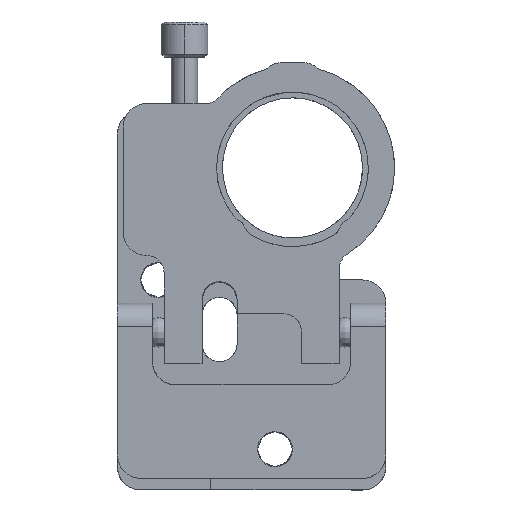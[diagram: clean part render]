
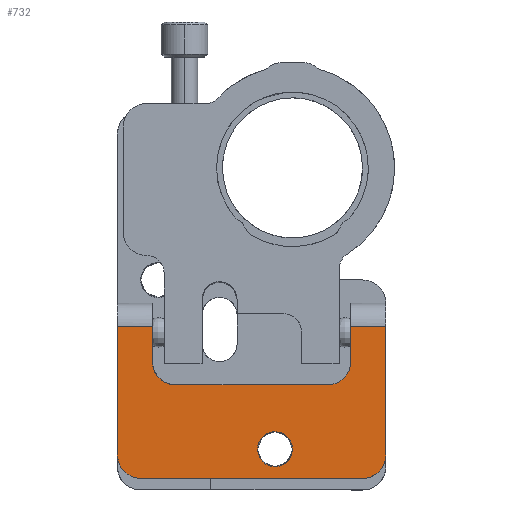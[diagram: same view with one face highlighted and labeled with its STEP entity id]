
A CAD part, front view. The second image highlights one B-rep face of the part: STEP entity #732.
In plain terms, the highlighted planar face has unit normal (0, -1, 0).
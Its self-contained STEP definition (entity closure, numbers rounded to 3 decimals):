
#48=FACE_BOUND('',#1594,.T.);
#264=B_SPLINE_CURVE_WITH_KNOTS('',1,(#15454,#15455),.UNSPECIFIED.,.F.,.F.,
(2,2),(0.,22.),.UNSPECIFIED.);
#267=B_SPLINE_CURVE_WITH_KNOTS('',1,(#15472,#15473),.UNSPECIFIED.,.F.,.F.,
(2,2),(-38.,0.),.UNSPECIFIED.);
#268=B_SPLINE_CURVE_WITH_KNOTS('',1,(#15474,#15475),.UNSPECIFIED.,.F.,.F.,
(2,2),(-22.,0.),.UNSPECIFIED.);
#269=B_SPLINE_CURVE_WITH_KNOTS('',1,(#15476,#15477),.UNSPECIFIED.,.F.,.F.,
(2,2),(0.,6.),.UNSPECIFIED.);
#270=B_SPLINE_CURVE_WITH_KNOTS('',1,(#15481,#15482),.UNSPECIFIED.,.F.,.F.,
(2,2),(0.,26.),.UNSPECIFIED.);
#271=B_SPLINE_CURVE_WITH_KNOTS('',1,(#15483,#15484),.UNSPECIFIED.,.F.,.F.,
(2,2),(0.,6.),.UNSPECIFIED.);
#732=ADVANCED_FACE('',(#1144,#48),#6550,.T.);
#1144=FACE_OUTER_BOUND('',#1593,.T.);
#1593=EDGE_LOOP('',(#3347,#3348,#3349,#3350,#3351,#3352,#3353,#3354,#3355,
#3356,#3357,#3358));
#1594=EDGE_LOOP('',(#3359,#3360,#3361));
#3347=ORIENTED_EDGE('',*,*,#4683,.F.);
#3348=ORIENTED_EDGE('',*,*,#4705,.T.);
#3349=ORIENTED_EDGE('',*,*,#4690,.T.);
#3350=ORIENTED_EDGE('',*,*,#4734,.T.);
#3351=ORIENTED_EDGE('',*,*,#4691,.T.);
#3352=ORIENTED_EDGE('',*,*,#4689,.F.);
#3353=ORIENTED_EDGE('',*,*,#4692,.T.);
#3354=ORIENTED_EDGE('',*,*,#4693,.T.);
#3355=ORIENTED_EDGE('',*,*,#4694,.T.);
#3356=ORIENTED_EDGE('',*,*,#4775,.T.);
#3357=ORIENTED_EDGE('',*,*,#4695,.T.);
#3358=ORIENTED_EDGE('',*,*,#4674,.F.);
#3359=ORIENTED_EDGE('',*,*,#4697,.F.);
#3360=ORIENTED_EDGE('',*,*,#4696,.F.);
#3361=ORIENTED_EDGE('',*,*,#4652,.F.);
#4652=EDGE_CURVE('',#6283,#6281,#5561,.T.);
#4674=EDGE_CURVE('',#6294,#6295,#5579,.T.);
#4683=EDGE_CURVE('',#6303,#6294,#264,.T.);
#4689=EDGE_CURVE('',#6308,#6305,#5584,.T.);
#4690=EDGE_CURVE('',#6309,#6310,#267,.T.);
#4691=EDGE_CURVE('',#6311,#6305,#268,.T.);
#4692=EDGE_CURVE('',#6308,#6312,#269,.T.);
#4693=EDGE_CURVE('',#6312,#6313,#5585,.T.);
#4694=EDGE_CURVE('',#6313,#6314,#270,.T.);
#4695=EDGE_CURVE('',#6315,#6295,#271,.T.);
#4696=EDGE_CURVE('',#6281,#6282,#5586,.T.);
#4697=EDGE_CURVE('',#6282,#6283,#5587,.T.);
#4705=EDGE_CURVE('',#6303,#6309,#5592,.T.);
#4734=EDGE_CURVE('',#6310,#6311,#5605,.T.);
#4775=EDGE_CURVE('',#6314,#6315,#5629,.T.);
#5561=(
BOUNDED_CURVE()
B_SPLINE_CURVE(2,(#15349,#15350,#15351),.UNSPECIFIED.,.F.,.F.)
B_SPLINE_CURVE_WITH_KNOTS((3,3),(-4.712,0.),.UNSPECIFIED.)
CURVE()
GEOMETRIC_REPRESENTATION_ITEM()
RATIONAL_B_SPLINE_CURVE((1.,0.707,1.))
REPRESENTATION_ITEM('')
);
#5579=(
BOUNDED_CURVE()
B_SPLINE_CURVE(1,(#15436,#15437),.UNSPECIFIED.,.F.,.F.)
B_SPLINE_CURVE_WITH_KNOTS((2,2),(0.,6.),.UNSPECIFIED.)
CURVE()
GEOMETRIC_REPRESENTATION_ITEM()
RATIONAL_B_SPLINE_CURVE((1.,1.))
REPRESENTATION_ITEM('')
);
#5584=(
BOUNDED_CURVE()
B_SPLINE_CURVE(1,(#15470,#15471),.UNSPECIFIED.,.F.,.F.)
B_SPLINE_CURVE_WITH_KNOTS((2,2),(0.,6.),.UNSPECIFIED.)
CURVE()
GEOMETRIC_REPRESENTATION_ITEM()
RATIONAL_B_SPLINE_CURVE((1.,1.))
REPRESENTATION_ITEM('')
);
#5585=(
BOUNDED_CURVE()
B_SPLINE_CURVE(2,(#15478,#15479,#15480),.UNSPECIFIED.,.F.,.F.)
B_SPLINE_CURVE_WITH_KNOTS((3,3),(0.,6.283),.UNSPECIFIED.)
CURVE()
GEOMETRIC_REPRESENTATION_ITEM()
RATIONAL_B_SPLINE_CURVE((1.,0.707,1.))
REPRESENTATION_ITEM('')
);
#5586=(
BOUNDED_CURVE()
B_SPLINE_CURVE(2,(#15485,#15486,#15487,#15488,#15489),.UNSPECIFIED.,.F.,
 .F.)
B_SPLINE_CURVE_WITH_KNOTS((3,2,3),(-18.85,-14.137,
-9.425),.UNSPECIFIED.)
CURVE()
GEOMETRIC_REPRESENTATION_ITEM()
RATIONAL_B_SPLINE_CURVE((1.,0.707,1.,0.707,1.))
REPRESENTATION_ITEM('')
);
#5587=(
BOUNDED_CURVE()
B_SPLINE_CURVE(2,(#15490,#15491,#15492),.UNSPECIFIED.,.F.,.F.)
B_SPLINE_CURVE_WITH_KNOTS((3,3),(-9.425,-4.712),
 .UNSPECIFIED.)
CURVE()
GEOMETRIC_REPRESENTATION_ITEM()
RATIONAL_B_SPLINE_CURVE((1.,0.707,1.))
REPRESENTATION_ITEM('')
);
#5592=(
BOUNDED_CURVE()
B_SPLINE_CURVE(2,(#15514,#15515,#15516),.UNSPECIFIED.,.F.,.F.)
B_SPLINE_CURVE_WITH_KNOTS((3,3),(-6.283,0.),.UNSPECIFIED.)
CURVE()
GEOMETRIC_REPRESENTATION_ITEM()
RATIONAL_B_SPLINE_CURVE((1.,0.707,1.))
REPRESENTATION_ITEM('')
);
#5605=(
BOUNDED_CURVE()
B_SPLINE_CURVE(2,(#15593,#15594,#15595),.UNSPECIFIED.,.F.,.F.)
B_SPLINE_CURVE_WITH_KNOTS((3,3),(-6.283,0.),.UNSPECIFIED.)
CURVE()
GEOMETRIC_REPRESENTATION_ITEM()
RATIONAL_B_SPLINE_CURVE((1.,0.707,1.))
REPRESENTATION_ITEM('')
);
#5629=(
BOUNDED_CURVE()
B_SPLINE_CURVE(2,(#15710,#15711,#15712),.UNSPECIFIED.,.F.,.F.)
B_SPLINE_CURVE_WITH_KNOTS((3,3),(0.,6.283),.UNSPECIFIED.)
CURVE()
GEOMETRIC_REPRESENTATION_ITEM()
RATIONAL_B_SPLINE_CURVE((1.,0.707,1.))
REPRESENTATION_ITEM('')
);
#6281=VERTEX_POINT('',#14849);
#6282=VERTEX_POINT('',#14850);
#6283=VERTEX_POINT('',#14851);
#6294=VERTEX_POINT('',#14862);
#6295=VERTEX_POINT('',#14863);
#6303=VERTEX_POINT('',#14871);
#6305=VERTEX_POINT('',#14873);
#6308=VERTEX_POINT('',#14876);
#6309=VERTEX_POINT('',#14877);
#6310=VERTEX_POINT('',#14878);
#6311=VERTEX_POINT('',#14879);
#6312=VERTEX_POINT('',#14880);
#6313=VERTEX_POINT('',#14881);
#6314=VERTEX_POINT('',#14882);
#6315=VERTEX_POINT('',#14883);
#6550=PLANE('',#6982);
#6982=AXIS2_PLACEMENT_3D('',#14475,#7118,$);
#7118=DIRECTION('',(0.,-1.,0.));
#14475=CARTESIAN_POINT('',(-28.825,-13.125,0.405));
#14849=CARTESIAN_POINT('',(2.895,-13.125,5.125));
#14850=CARTESIAN_POINT('',(2.895,-13.125,11.125));
#14851=CARTESIAN_POINT('',(-0.105,-13.125,8.125));
#14862=CARTESIAN_POINT('',(-24.105,-13.125,29.125));
#14863=CARTESIAN_POINT('',(-18.105,-13.125,29.125));
#14871=CARTESIAN_POINT('',(-24.105,-13.125,7.125));
#14873=CARTESIAN_POINT('',(21.895,-13.125,29.125));
#14876=CARTESIAN_POINT('',(15.895,-13.125,29.125));
#14877=CARTESIAN_POINT('',(-20.105,-13.125,3.125));
#14878=CARTESIAN_POINT('',(17.895,-13.125,3.125));
#14879=CARTESIAN_POINT('',(21.895,-13.125,7.125));
#14880=CARTESIAN_POINT('',(15.895,-13.125,23.125));
#14881=CARTESIAN_POINT('',(11.895,-13.125,19.125));
#14882=CARTESIAN_POINT('',(-14.105,-13.125,19.125));
#14883=CARTESIAN_POINT('',(-18.105,-13.125,23.125));
#15349=CARTESIAN_POINT('',(-0.105,-13.125,8.125));
#15350=CARTESIAN_POINT('',(-0.105,-13.125,5.125));
#15351=CARTESIAN_POINT('',(2.895,-13.125,5.125));
#15436=CARTESIAN_POINT('',(-24.105,-13.125,29.125));
#15437=CARTESIAN_POINT('',(-18.105,-13.125,29.125));
#15454=CARTESIAN_POINT('',(-24.105,-13.125,7.125));
#15455=CARTESIAN_POINT('',(-24.105,-13.125,29.125));
#15470=CARTESIAN_POINT('',(15.895,-13.125,29.125));
#15471=CARTESIAN_POINT('',(21.895,-13.125,29.125));
#15472=CARTESIAN_POINT('',(-20.105,-13.125,3.125));
#15473=CARTESIAN_POINT('',(17.895,-13.125,3.125));
#15474=CARTESIAN_POINT('',(21.895,-13.125,7.125));
#15475=CARTESIAN_POINT('',(21.895,-13.125,29.125));
#15476=CARTESIAN_POINT('',(15.895,-13.125,29.125));
#15477=CARTESIAN_POINT('',(15.895,-13.125,23.125));
#15478=CARTESIAN_POINT('',(15.895,-13.125,23.125));
#15479=CARTESIAN_POINT('',(15.895,-13.125,19.125));
#15480=CARTESIAN_POINT('',(11.895,-13.125,19.125));
#15481=CARTESIAN_POINT('',(11.895,-13.125,19.125));
#15482=CARTESIAN_POINT('',(-14.105,-13.125,19.125));
#15483=CARTESIAN_POINT('',(-18.105,-13.125,23.125));
#15484=CARTESIAN_POINT('',(-18.105,-13.125,29.125));
#15485=CARTESIAN_POINT('',(2.895,-13.125,5.125));
#15486=CARTESIAN_POINT('',(5.895,-13.125,5.125));
#15487=CARTESIAN_POINT('',(5.895,-13.125,8.125));
#15488=CARTESIAN_POINT('',(5.895,-13.125,11.125));
#15489=CARTESIAN_POINT('',(2.895,-13.125,11.125));
#15490=CARTESIAN_POINT('',(2.895,-13.125,11.125));
#15491=CARTESIAN_POINT('',(-0.105,-13.125,11.125));
#15492=CARTESIAN_POINT('',(-0.105,-13.125,8.125));
#15514=CARTESIAN_POINT('',(-24.105,-13.125,7.125));
#15515=CARTESIAN_POINT('',(-24.105,-13.125,3.125));
#15516=CARTESIAN_POINT('',(-20.105,-13.125,3.125));
#15593=CARTESIAN_POINT('',(17.895,-13.125,3.125));
#15594=CARTESIAN_POINT('',(21.895,-13.125,3.125));
#15595=CARTESIAN_POINT('',(21.895,-13.125,7.125));
#15710=CARTESIAN_POINT('',(-14.105,-13.125,19.125));
#15711=CARTESIAN_POINT('',(-18.105,-13.125,19.125));
#15712=CARTESIAN_POINT('',(-18.105,-13.125,23.125));
